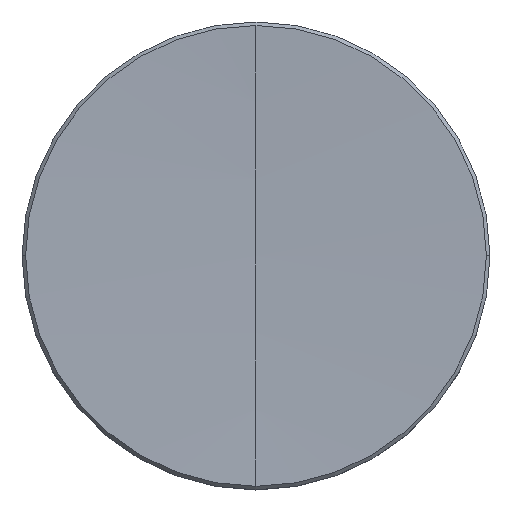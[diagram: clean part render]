
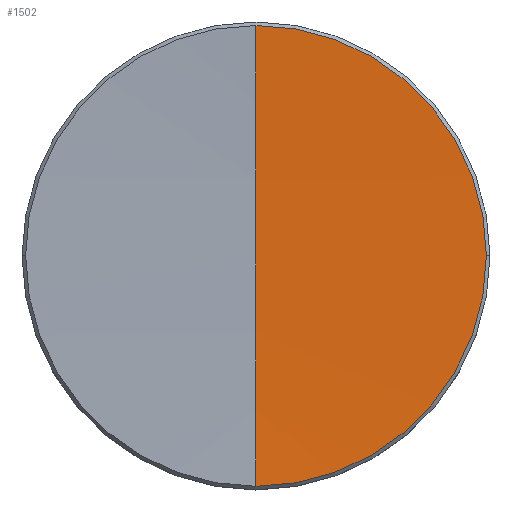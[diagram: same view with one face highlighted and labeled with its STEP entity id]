
A CAD part, top view. The second image highlights one B-rep face of the part: STEP entity #1502.
In plain terms, the highlighted spherical face has radius 300 mm.
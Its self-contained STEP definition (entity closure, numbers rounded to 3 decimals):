
#59 = DIRECTION ( 'NONE',  ( -1., 0., 0. ) ) ;
#61 = CARTESIAN_POINT ( 'NONE',  ( 24.183, 12.521, 22.237 ) ) ;
#95 = CARTESIAN_POINT ( 'NONE',  ( 11.675, 12.521, 321.976 ) ) ;
#117 = ORIENTED_EDGE ( 'NONE', *, *, #2753, .T. ) ;
#275 = AXIS2_PLACEMENT_3D ( 'NONE', #1194, #1525, #2419 ) ;
#334 = VERTEX_POINT ( 'NONE', #61 ) ;
#383 = EDGE_LOOP ( 'NONE', ( #950, #1805, #1448, #117 ) ) ;
#398 = DIRECTION ( 'NONE',  ( 1., 0., 0. ) ) ;
#752 = AXIS2_PLACEMENT_3D ( 'NONE', #1021, #1324, #1656 ) ;
#878 = AXIS2_PLACEMENT_3D ( 'NONE', #95, #59, #2515 ) ;
#950 = ORIENTED_EDGE ( 'NONE', *, *, #1689, .F. ) ;
#1021 = CARTESIAN_POINT ( 'NONE',  ( 11.675, 12.521, 22.237 ) ) ;
#1194 = CARTESIAN_POINT ( 'NONE',  ( 11.675, 12.521, 22.237 ) ) ;
#1324 = DIRECTION ( 'NONE',  ( 0., 0., 1. ) ) ;
#1448 = ORIENTED_EDGE ( 'NONE', *, *, #1753, .T. ) ;
#1502 = ADVANCED_FACE ( 'NONE', ( #3302 ), #2091, .F. ) ;
#1525 = DIRECTION ( 'NONE',  ( 0., 0., 1. ) ) ;
#1552 = VERTEX_POINT ( 'NONE', #1762 ) ;
#1573 = DIRECTION ( 'NONE',  ( 0., 0., -1. ) ) ;
#1656 = DIRECTION ( 'NONE',  ( 1., 0., 0. ) ) ;
#1689 = EDGE_CURVE ( 'NONE', #3369, #1552, #3850, .T. ) ;
#1753 = EDGE_CURVE ( 'NONE', #2840, #334, #3493, .T. ) ;
#1762 = CARTESIAN_POINT ( 'NONE',  ( 11.675, 25.029, 22.237 ) ) ;
#1805 = ORIENTED_EDGE ( 'NONE', *, *, #2257, .T. ) ;
#1981 = DIRECTION ( 'NONE',  ( -1., 0., 0. ) ) ;
#2091 = SPHERICAL_SURFACE ( 'NONE', #2462, 300. ) ;
#2155 = CARTESIAN_POINT ( 'NONE',  ( 11.675, 12.521, 21.976 ) ) ;
#2257 = EDGE_CURVE ( 'NONE', #3369, #2840, #3540, .T. ) ;
#2337 = AXIS2_PLACEMENT_3D ( 'NONE', #3722, #398, #1573 ) ;
#2419 = DIRECTION ( 'NONE',  ( 1., 0., 0. ) ) ;
#2462 = AXIS2_PLACEMENT_3D ( 'NONE', #3862, #1981, #3295 ) ;
#2515 = DIRECTION ( 'NONE',  ( 0., -1., 0. ) ) ;
#2724 = CIRCLE ( 'NONE', #275, 12.508 ) ;
#2753 = EDGE_CURVE ( 'NONE', #334, #1552, #2724, .T. ) ;
#2840 = VERTEX_POINT ( 'NONE', #3228 ) ;
#3228 = CARTESIAN_POINT ( 'NONE',  ( 11.675, 0.013, 22.237 ) ) ;
#3295 = DIRECTION ( 'NONE',  ( 0., 1., 0. ) ) ;
#3302 = FACE_OUTER_BOUND ( 'NONE', #383, .T. ) ;
#3369 = VERTEX_POINT ( 'NONE', #2155 ) ;
#3493 = CIRCLE ( 'NONE', #752, 12.508 ) ;
#3540 = CIRCLE ( 'NONE', #878, 300. ) ;
#3722 = CARTESIAN_POINT ( 'NONE',  ( 11.675, 12.521, 321.976 ) ) ;
#3850 = CIRCLE ( 'NONE', #2337, 300. ) ;
#3862 = CARTESIAN_POINT ( 'NONE',  ( 11.675, 12.521, 321.976 ) ) ;
